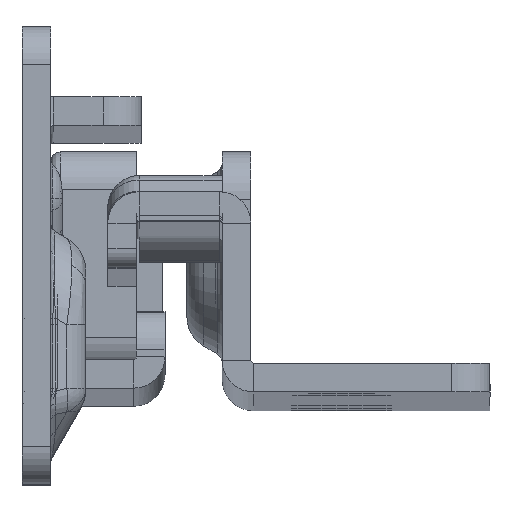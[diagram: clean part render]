
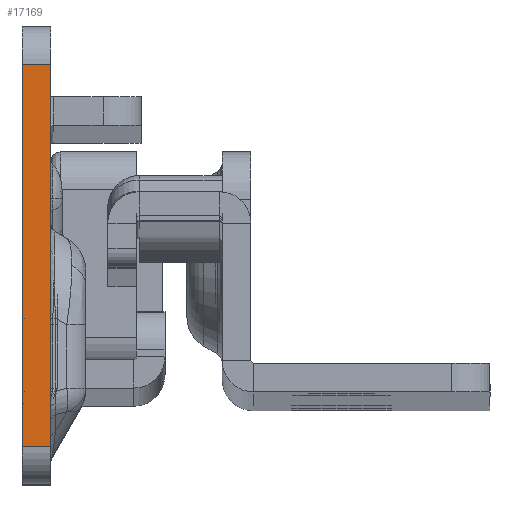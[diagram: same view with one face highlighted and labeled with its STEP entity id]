
A CAD part, top view. The second image highlights one B-rep face of the part: STEP entity #17169.
In plain terms, the highlighted planar face has unit normal (0, 0, 1).
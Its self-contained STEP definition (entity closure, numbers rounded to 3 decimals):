
#1214 = LINE ( 'NONE', #4193, #2032 ) ;
#2032 = VECTOR ( 'NONE', #6905, 1000. ) ;
#2592 = DIRECTION ( 'NONE',  ( 1., 0., 0. ) ) ;
#2892 = CARTESIAN_POINT ( 'NONE',  ( 0., -29.094, 0. ) ) ;
#3559 = CARTESIAN_POINT ( 'NONE',  ( -3., -29.094, 0. ) ) ;
#3630 = VECTOR ( 'NONE', #16671, 1000. ) ;
#4136 = PLANE ( 'NONE',  #15657 ) ;
#4193 = CARTESIAN_POINT ( 'NONE',  ( -3., 18.3, 0. ) ) ;
#4862 = ORIENTED_EDGE ( 'NONE', *, *, #11690, .T. ) ;
#5140 = LINE ( 'NONE', #9196, #14587 ) ;
#5256 = EDGE_CURVE ( 'NONE', #10008, #9646, #5140, .T. ) ;
#5612 = LINE ( 'NONE', #2892, #3630 ) ;
#5727 = LINE ( 'NONE', #3559, #16180 ) ;
#6414 = ORIENTED_EDGE ( 'NONE', *, *, #16332, .F. ) ;
#6629 = ORIENTED_EDGE ( 'NONE', *, *, #7983, .F. ) ;
#6658 = EDGE_LOOP ( 'NONE', ( #6629, #6414, #4862, #17444 ) ) ;
#6905 = DIRECTION ( 'NONE',  ( 1., 0., 0. ) ) ;
#7928 = CARTESIAN_POINT ( 'NONE',  ( 0., -21.7, 0. ) ) ;
#7983 = EDGE_CURVE ( 'NONE', #17887, #9646, #5612, .T. ) ;
#8291 = DIRECTION ( 'NONE',  ( 1., 0., 0. ) ) ;
#9060 = DIRECTION ( 'NONE',  ( 0., -1., 0. ) ) ;
#9196 = CARTESIAN_POINT ( 'NONE',  ( -142.194, -21.7, 0. ) ) ;
#9646 = VERTEX_POINT ( 'NONE', #7928 ) ;
#9648 = CARTESIAN_POINT ( 'NONE',  ( -3., -29.094, 0. ) ) ;
#9900 = CARTESIAN_POINT ( 'NONE',  ( -3., 18.3, 0. ) ) ;
#10008 = VERTEX_POINT ( 'NONE', #17593 ) ;
#11690 = EDGE_CURVE ( 'NONE', #16143, #10008, #5727, .T. ) ;
#14587 = VECTOR ( 'NONE', #2592, 1000. ) ;
#15144 = CARTESIAN_POINT ( 'NONE',  ( 0., 18.3, 0. ) ) ;
#15187 = DIRECTION ( 'NONE',  ( 0., 0., 1. ) ) ;
#15278 = FACE_OUTER_BOUND ( 'NONE', #6658, .T. ) ;
#15657 = AXIS2_PLACEMENT_3D ( 'NONE', #9648, #15187, #8291 ) ;
#16143 = VERTEX_POINT ( 'NONE', #9900 ) ;
#16180 = VECTOR ( 'NONE', #9060, 1000. ) ;
#16332 = EDGE_CURVE ( 'NONE', #16143, #17887, #1214, .T. ) ;
#16671 = DIRECTION ( 'NONE',  ( 0., -1., 0. ) ) ;
#17169 = ADVANCED_FACE ( 'NONE', ( #15278 ), #4136, .T. ) ;
#17444 = ORIENTED_EDGE ( 'NONE', *, *, #5256, .T. ) ;
#17593 = CARTESIAN_POINT ( 'NONE',  ( -3., -21.7, 0. ) ) ;
#17887 = VERTEX_POINT ( 'NONE', #15144 ) ;
